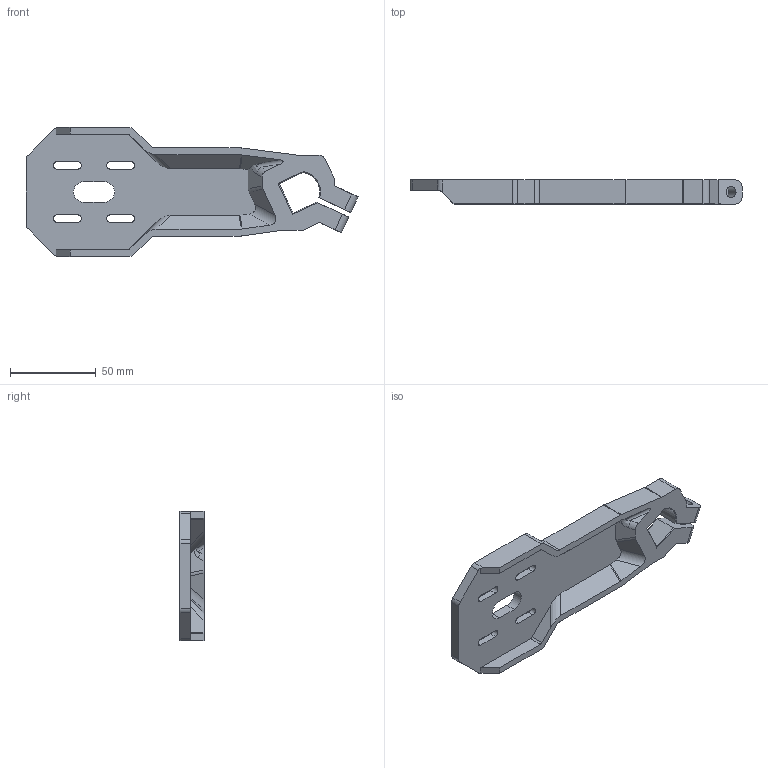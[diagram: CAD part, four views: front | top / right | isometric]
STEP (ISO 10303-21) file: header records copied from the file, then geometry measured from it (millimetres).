
FILE_DESCRIPTION(/* description */ (''),/* implementation_level */ '2;1');
FILE_NAME(/* name */ 'right reverse.stp',/* time_stamp */ '2025-09-25T20:39:08-07:00',/* author */ ('devan'),/* organization */ (''),/* preprocessor_version */ 'ST-DEVELOPER v20',/* originating_system */ 'Autodesk Inventor 2025',/* authorisation */ '');
FILE_SCHEMA (('AUTOMOTIVE_DESIGN { 1 0 10303 214 3 1 1 }'));
Length unit declared in the file: millimetre
Products named in the file (1): right mount
Bounding box: 193.52 x 14 x 75.3 mm (x, y, z)
Volume: 80224.3 mm3; surface area: 29219.1 mm2
Topology: 1 solids, 1 shells, 138 faces, 384 edges, 265 vertices
Faces by surface type: plane 77, cylinder 50, cone 10, bspline 1
Full cylindrical faces by diameter (mm): 6.3 x2
Entity records: 4530 total; most frequent: CARTESIAN_POINT 834, DIRECTION 771, ORIENTED_EDGE 746, EDGE_CURVE 373, AXIS2_PLACEMENT_3D 258, LINE 255, VECTOR 255, VERTEX_POINT 241
